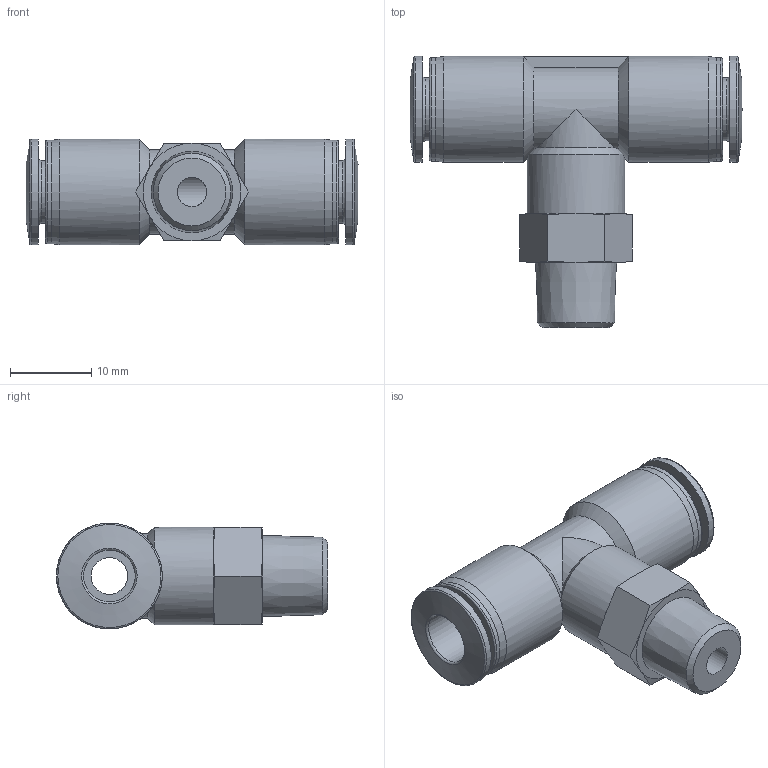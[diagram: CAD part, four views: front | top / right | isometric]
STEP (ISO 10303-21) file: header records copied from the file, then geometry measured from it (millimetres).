
FILE_DESCRIPTION(/* description */ ('STEP AP214'),/* implementation_level */ '2;1');
FILE_NAME(/* name */ '533254_QBT-1_8-1_4-U-M',/* time_stamp */ '2024-09-14T04:22:42+02:00',/* author */ ('License CC BY-ND 4.0'),/* organization */ ('CADENAS'),/* preprocessor_version */ 'ST-DEVELOPER v19.3',/* originating_system */ 'PARTsolutions',/* authorisation */ ' ');
FILE_SCHEMA (('AUTOMOTIVE_DESIGN {1 0 10303 214 3 1 1}'));
Length unit declared in the file: millimetre
Products named in the file (1): 533254 QBT-1/8-1/4-U-M
Bounding box: 40.79 x 33.3 x 13 mm (x, y, z)
Volume: 5471.4 mm3; surface area: 3993.2 mm2
Topology: 1 solids, 1 shells, 62 faces, 137 edges, 83 vertices
Faces by surface type: cone 22, cylinder 16, plane 16, torus 8
Full cylindrical faces by diameter (mm): 3.6 x1, 4.5 x1, 6.35 x2, 7.75 x2, 12 x1, 12.7 x2, 13 x3
Entity records: 2056 total; most frequent: CARTESIAN_POINT 383, DIRECTION 252, ORIENTED_EDGE 214, AXIS2_PLACEMENT_3D 121, EDGE_CURVE 107, EDGE_LOOP 98, FACE_BOUND 98, VERTEX_POINT 79
